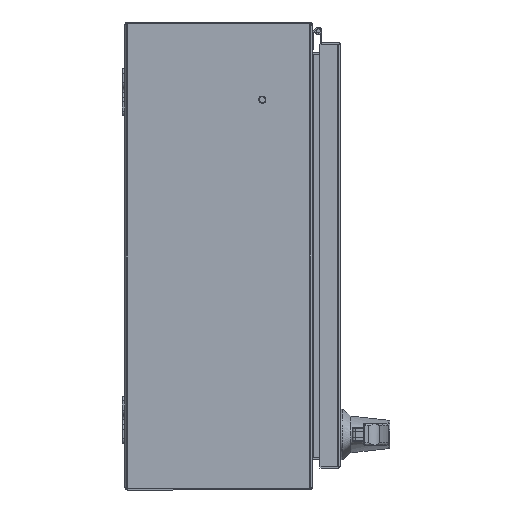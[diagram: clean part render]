
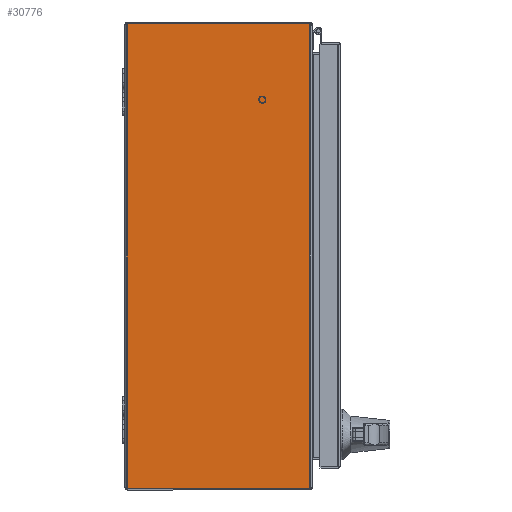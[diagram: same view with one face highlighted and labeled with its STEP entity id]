
A CAD part, front view. The second image highlights one B-rep face of the part: STEP entity #30776.
In plain terms, the highlighted face is planar.
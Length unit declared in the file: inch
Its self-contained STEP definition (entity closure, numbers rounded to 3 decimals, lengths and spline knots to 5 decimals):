
#3972 = VERTEX_POINT ( 'NONE', #68652 ) ;
#4524 = CARTESIAN_POINT ( 'NONE',  ( -9.92218, -7.892, -15. ) ) ;
#7339 = VECTOR ( 'NONE', #97485, 39.37008 ) ;
#7466 = CIRCLE ( 'NONE', #39587, 0.1 ) ;
#11464 = AXIS2_PLACEMENT_3D ( 'NONE', #58924, #42170, #93687 ) ;
#13993 = CARTESIAN_POINT ( 'NONE',  ( -9.92789, 0., -15. ) ) ;
#15495 = VERTEX_POINT ( 'NONE', #39827 ) ;
#18105 = FACE_OUTER_BOUND ( 'NONE', #62923, .T. ) ;
#19612 = CARTESIAN_POINT ( 'NONE',  ( 9.82789, -7.85871, -15. ) ) ;
#20912 = CARTESIAN_POINT ( 'NONE',  ( -69.406, -7.892, -15. ) ) ;
#22470 = ORIENTED_EDGE ( 'NONE', *, *, #54764, .F. ) ;
#27410 = EDGE_CURVE ( 'NONE', #3972, #32077, #53766, .T. ) ;
#30776 = ADVANCED_FACE ( 'NONE', ( #18105 ), #50067, .F. ) ;
#32077 = VERTEX_POINT ( 'NONE', #81527 ) ;
#33726 = ORIENTED_EDGE ( 'NONE', *, *, #27410, .F. ) ;
#33811 = VECTOR ( 'NONE', #55205, 39.37008 ) ;
#37182 = DIRECTION ( 'NONE',  ( 1., 0., 0. ) ) ;
#37586 = CARTESIAN_POINT ( 'NONE',  ( 9.92789, -7.85871, -15. ) ) ;
#39587 = AXIS2_PLACEMENT_3D ( 'NONE', #40701, #99708, #83228 ) ;
#39827 = CARTESIAN_POINT ( 'NONE',  ( 9.92218, -7.892, -15. ) ) ;
#40701 = CARTESIAN_POINT ( 'NONE',  ( -9.82789, -7.85871, -15. ) ) ;
#42170 = DIRECTION ( 'NONE',  ( 0., 0., 1. ) ) ;
#43010 = VECTOR ( 'NONE', #72614, 39.37008 ) ;
#48209 = EDGE_CURVE ( 'NONE', #84232, #73647, #7466, .T. ) ;
#50067 = PLANE ( 'NONE',  #11464 ) ;
#52121 = EDGE_CURVE ( 'NONE', #73647, #15495, #54065, .T. ) ;
#53766 = LINE ( 'NONE', #72335, #33811 ) ;
#54065 = LINE ( 'NONE', #20912, #7339 ) ;
#54764 = EDGE_CURVE ( 'NONE', #96444, #3972, #82587, .T. ) ;
#55205 = DIRECTION ( 'NONE',  ( -1., 0., 0. ) ) ;
#58924 = CARTESIAN_POINT ( 'NONE',  ( -69.406, 0., -15. ) ) ;
#59824 = VECTOR ( 'NONE', #101454, 39.37008 ) ;
#59954 = EDGE_CURVE ( 'NONE', #32077, #84232, #99169, .T. ) ;
#62651 = ORIENTED_EDGE ( 'NONE', *, *, #52121, .F. ) ;
#62923 = EDGE_LOOP ( 'NONE', ( #68473, #62651, #83768, #63917, #33726, #22470 ) ) ;
#63917 = ORIENTED_EDGE ( 'NONE', *, *, #59954, .F. ) ;
#66734 = CARTESIAN_POINT ( 'NONE',  ( 9.92789, 0., -15. ) ) ;
#68473 = ORIENTED_EDGE ( 'NONE', *, *, #78638, .F. ) ;
#68652 = CARTESIAN_POINT ( 'NONE',  ( 9.92789, -0.108, -15. ) ) ;
#72335 = CARTESIAN_POINT ( 'NONE',  ( 9.892, -0.108, -15. ) ) ;
#72614 = DIRECTION ( 'NONE',  ( 0., -1., 0. ) ) ;
#73647 = VERTEX_POINT ( 'NONE', #4524 ) ;
#78638 = EDGE_CURVE ( 'NONE', #15495, #96444, #105499, .T. ) ;
#81527 = CARTESIAN_POINT ( 'NONE',  ( -9.92789, -0.108, -15. ) ) ;
#82077 = CARTESIAN_POINT ( 'NONE',  ( -9.92789, -7.85871, -15. ) ) ;
#82587 = LINE ( 'NONE', #66734, #59824 ) ;
#83228 = DIRECTION ( 'NONE',  ( -1., 0., 0. ) ) ;
#83768 = ORIENTED_EDGE ( 'NONE', *, *, #48209, .F. ) ;
#84232 = VERTEX_POINT ( 'NONE', #82077 ) ;
#88732 = DIRECTION ( 'NONE',  ( 0., 0., 1. ) ) ;
#93687 = DIRECTION ( 'NONE',  ( 1., 0., 0. ) ) ;
#96444 = VERTEX_POINT ( 'NONE', #37586 ) ;
#97485 = DIRECTION ( 'NONE',  ( 1., 0., 0. ) ) ;
#99169 = LINE ( 'NONE', #13993, #43010 ) ;
#99708 = DIRECTION ( 'NONE',  ( 0., 0., 1. ) ) ;
#101454 = DIRECTION ( 'NONE',  ( 0., 1., 0. ) ) ;
#104916 = AXIS2_PLACEMENT_3D ( 'NONE', #19612, #88732, #37182 ) ;
#105499 = CIRCLE ( 'NONE', #104916, 0.1 ) ;
